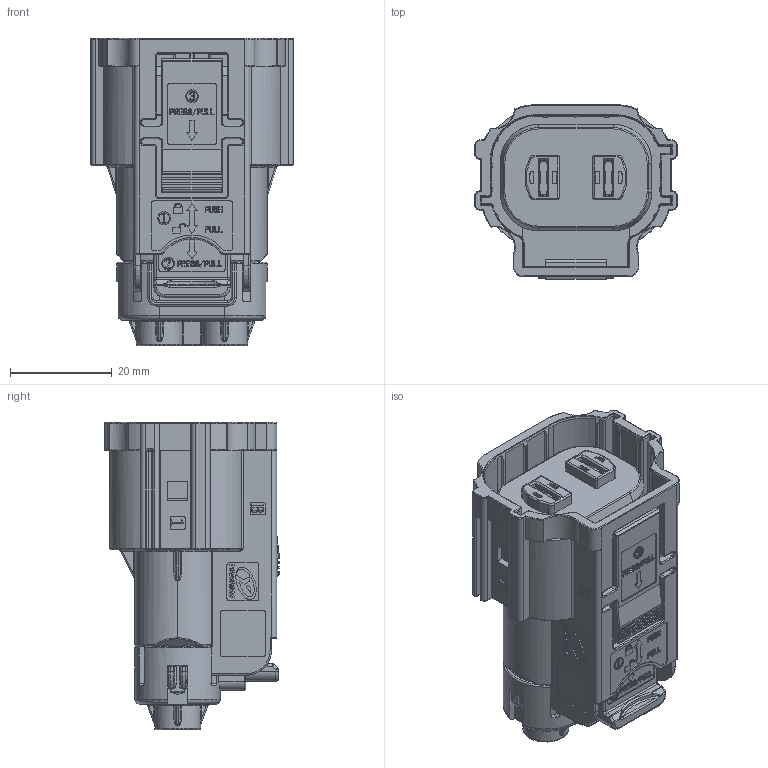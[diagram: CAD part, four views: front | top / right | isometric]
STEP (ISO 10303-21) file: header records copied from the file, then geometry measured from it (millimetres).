
FILE_DESCRIPTION (( 'STEP AP203' ), '1' );
FILE_NAME ('YGEV2-S2PB脣芛.STEP', '2024-05-28T02:09:50', ( '' ), ( '' ), 'SwSTEP 2.0', 'SolidWorks 2018', '' );
FILE_SCHEMA (( 'CONFIG_CONTROL_DESIGN' ));
Products named in the file (1): YGEV2-S2PB脣芛
Bounding box: 39.8 x 34.35 x 60.5 mm (x, y, z)
Volume: 37002.3 mm3; surface area: 16284.1 mm2
Topology: 1 solids, 8 shells, 3313 faces, 8748 edges, 5494 vertices
Faces by surface type: plane 1684, cylinder 813, bspline 482, torus 214, sphere 73, cone 47
Entity records: 126434 total; most frequent: CARTESIAN_POINT 48341, ORIENTED_EDGE 17326, DIRECTION 14576, EDGE_CURVE 8663, VECTOR 5512, LINE 5512, VERTEX_POINT 5486, AXIS2_PLACEMENT_3D 4532
